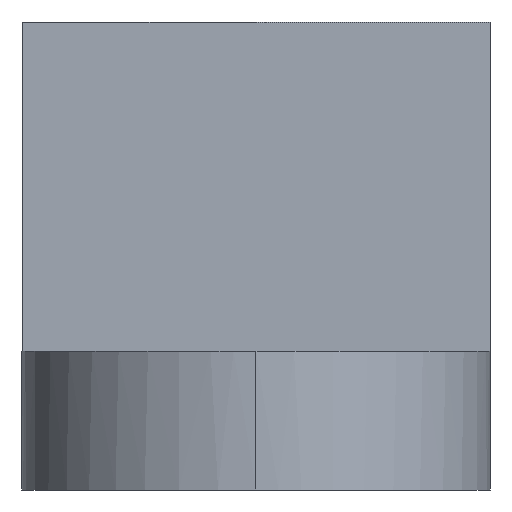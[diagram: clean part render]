
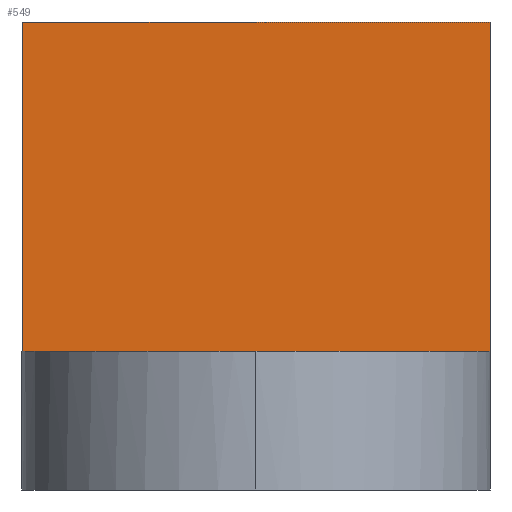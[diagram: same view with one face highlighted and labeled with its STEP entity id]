
A CAD part, left-side view. The second image highlights one B-rep face of the part: STEP entity #549.
In plain terms, the highlighted free-form (B-spline) face has degree [1, 1] with [2, 2] control points.
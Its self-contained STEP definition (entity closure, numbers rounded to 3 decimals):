
#141 = VERTEX_POINT('',#142);
#142 = CARTESIAN_POINT('',(51.699,0.,58.048));
#147 = EDGE_CURVE('',#141,#148,#150,.T.);
#148 = VERTEX_POINT('',#149);
#149 = CARTESIAN_POINT('',(51.699,0.,17.233));
#150 = B_SPLINE_CURVE_WITH_KNOTS('',1,(#151,#152),.UNSPECIFIED.,.F.,.F.,
  (2,2),(-0.,45.),.PIECEWISE_BEZIER_KNOTS.);
#151 = CARTESIAN_POINT('',(51.699,0.,58.048));
#152 = CARTESIAN_POINT('',(51.699,0.,17.233));
#225 = VERTEX_POINT('',#226);
#226 = CARTESIAN_POINT('',(51.699,58.048,
    58.048));
#231 = EDGE_CURVE('',#225,#141,#232,.T.);
#232 = B_SPLINE_CURVE_WITH_KNOTS('',1,(#233,#234),.UNSPECIFIED.,.F.,.F.,
  (2,2),(-64.,-0.),.PIECEWISE_BEZIER_KNOTS.);
#233 = CARTESIAN_POINT('',(51.699,58.048,
    58.048));
#234 = CARTESIAN_POINT('',(51.699,0.,58.048));
#268 = EDGE_CURVE('',#269,#148,#271,.T.);
#269 = VERTEX_POINT('',#270);
#270 = CARTESIAN_POINT('',(51.699,58.048,
    17.233));
#271 = B_SPLINE_CURVE_WITH_KNOTS('',1,(#272,#273),.UNSPECIFIED.,.F.,.F.,
  (2,2),(-64.,-0.),.PIECEWISE_BEZIER_KNOTS.);
#272 = CARTESIAN_POINT('',(51.699,58.048,
    17.233));
#273 = CARTESIAN_POINT('',(51.699,0.,17.233));
#374 = EDGE_CURVE('',#225,#269,#375,.T.);
#375 = B_SPLINE_CURVE_WITH_KNOTS('',1,(#376,#377),.UNSPECIFIED.,.F.,.F.,
  (2,2),(-0.,45.),.PIECEWISE_BEZIER_KNOTS.);
#376 = CARTESIAN_POINT('',(51.699,58.048,
    58.048));
#377 = CARTESIAN_POINT('',(51.699,58.048,
    17.233));
#549 = ADVANCED_FACE('',(#550),#556,.F.);
#550 = FACE_BOUND('',#551,.T.);
#551 = EDGE_LOOP('',(#552,#553,#554,#555));
#552 = ORIENTED_EDGE('',*,*,#268,.T.);
#553 = ORIENTED_EDGE('',*,*,#147,.F.);
#554 = ORIENTED_EDGE('',*,*,#231,.F.);
#555 = ORIENTED_EDGE('',*,*,#374,.T.);
#556 = B_SPLINE_SURFACE_WITH_KNOTS('',1,1,(
    (#557,#558)
    ,(#559,#560
    )),.UNSPECIFIED.,.F.,.F.,.F.,(2,2),(2,2),(0.,45.),(0.,64.),
  .PIECEWISE_BEZIER_KNOTS.);
#557 = CARTESIAN_POINT('',(51.699,0.,58.048));
#558 = CARTESIAN_POINT('',(51.699,58.048,
    58.048));
#559 = CARTESIAN_POINT('',(51.699,0.,17.233));
#560 = CARTESIAN_POINT('',(51.699,58.048,
    17.233));
